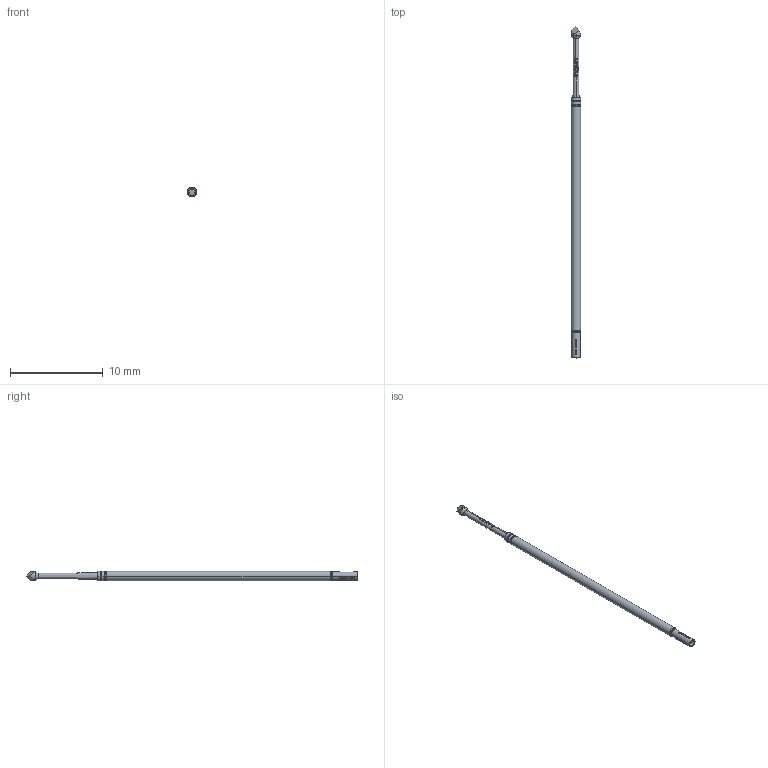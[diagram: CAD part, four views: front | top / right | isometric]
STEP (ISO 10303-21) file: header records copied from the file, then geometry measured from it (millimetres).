
FILE_DESCRIPTION (( 'STEP AP203' ), '1' );
FILE_NAME ('INGUN_S-050_207_100_A_xx00_ES.STEP', '2022-01-28T08:48:33', ( 'ochi' ), ( '' ), 'SwSTEP 2.0', 'SolidWorks 2018', '' );
FILE_SCHEMA (( 'CONFIG_CONTROL_DESIGN' ));
Length unit declared in the file: millimetre
Products named in the file (1): INGUN_S-050_207_100_A_xx00_ES
Bounding box: 1.01 x 35.81 x 1.01 mm (x, y, z)
Volume: 23.6 mm3; surface area: 111.6 mm2
Topology: 1 solids, 1 shells, 129 faces, 330 edges, 212 vertices
Faces by surface type: bspline 64, cylinder 25, torus 14, cone 14, plane 12
Entity records: 5736 total; most frequent: CARTESIAN_POINT 3080, ORIENTED_EDGE 660, DIRECTION 333, EDGE_CURVE 330, VERTEX_POINT 212, B_SPLINE_CURVE_WITH_KNOTS 198, AXIS2_PLACEMENT_3D 140, EDGE_LOOP 138
